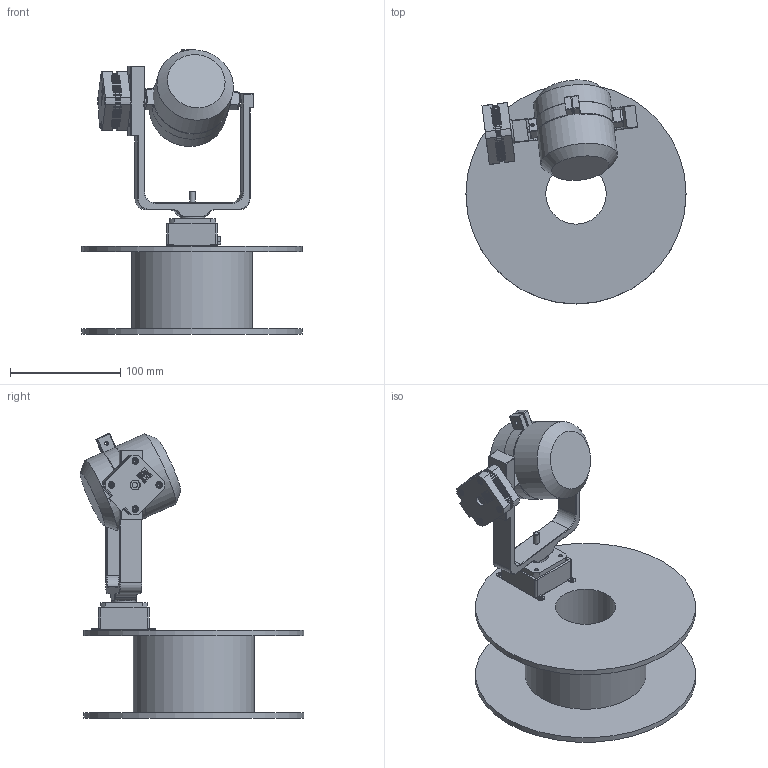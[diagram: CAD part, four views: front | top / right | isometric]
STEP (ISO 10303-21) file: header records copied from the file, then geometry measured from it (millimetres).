
FILE_DESCRIPTION(/* description */ ('STEP AP242','CAx-IF Rec.Pracs.---Representation and Presentation of Product Manufacturing Information (PMI)---4.0---2014-10-13','CAx-IF Rec.Pracs.---3D Tessellated Geometry---0.4---2014-09-14','2;1'),/* implementation_level */ '2;1');
FILE_NAME(/* name */ '6692079d20d90a5eebc3056d',/* time_stamp */ '2024-07-13T04:50:38Z',/* author */ (''),/* organization */ (''),/* preprocessor_version */ 'ST-DEVELOPER v20',/* originating_system */ ' ',/* authorisation */ ' ');
FILE_SCHEMA (('AP242_MANAGED_MODEL_BASED_3D_ENGINEERING_MIM_LF { 1 0 10303 442 1 1 4 }'));
Length unit declared in the file: metre
Products named in the file (65): Spotlight; Part 1; Filament roll - Real Filament; Nema 17 17HS4023 v1 <2>; Untitled v1; Nema 17 17HS4023 v1; Pines v1; Flecha 17HS4401 v1; Nema 17 17HS4023 v1 <1>
Assembly tree (121 placements, depth 3):
  Spotlight
    Part 1
    Filament roll - Real Filament
    Part 1
    Part 1
    Part 1
    Nema 17 17HS4023 v1 <2>
      Untitled v1
      Untitled v1
      Nema 17 17HS4023 v1
      Nema 17 17HS4023 v1
      Untitled v1
      Nema 17 17HS4023 v1
      Untitled v1
      Nema 17 17HS4023 v1
      Nema 17 17HS4023 v1
      Nema 17 17HS4023 v1
      Nema 17 17HS4023 v1
      Pines v1
      Nema 17 17HS4023 v1
      Nema 17 17HS4023 v1
      Nema 17 17HS4023 v1
      Nema 17 17HS4023 v1
      Pines v1
      Nema 17 17HS4023 v1
      Nema 17 17HS4023 v1
      Flecha 17HS4401 v1
      Untitled v1
      Untitled v1
      Untitled v1
      Untitled v1
      Untitled v1
      Untitled v1
      Untitled v1
      Pines v1
      Nema 17 17HS4023 v1
      Pines v1
      Untitled v1
      Untitled v1
      Nema 17 17HS4023 v1
      Untitled v1
      Pines v1
      Nema 17 17HS4023 v1
      Untitled v1
      Untitled v1
      Nema 17 17HS4023 v1
      Untitled v1
      Nema 17 17HS4023 v1
      Nema 17 17HS4023 v1
      Untitled v1
      Pines v1
      Nema 17 17HS4023 v1
      Untitled v1
      Pines v1
      Nema 17 17HS4023 v1
      Nema 17 17HS4023 v1
      Untitled v1
      Nema 17 17HS4023 v1
      Untitled v1
      Untitled v1
Bounding box: 200 x 203.26 x 258.41 mm (x, y, z)
Volume: 1232423.3 mm3; surface area: 362081.9 mm2
Topology: 119 solids, 119 shells, 2133 faces, 5366 edges, 3517 vertices
Faces by surface type: plane 1323, cylinder 535, bspline 192, cone 79, torus 4
Full cylindrical faces by diameter (mm): 0.342 x2, 0.343 x2, 0.346 x2, 3 x8, 3.1 x2, 3.2 x1, 3.3 x2, 3.332 x8, 3.4 x14, 3.5 x1, 5 x8, 5.3 x2, 6 x9, 8 x2, 8.3 x2, 9 x2, 10 x2, 22 x2, 55 x1, 70 x1, 110 x1, 200 x2
Entity records: 38916 total; most frequent: CARTESIAN_POINT 8451, ORIENTED_EDGE 5824, DIRECTION 5646, EDGE_CURVE 2912, VERTEX_POINT 1923, AXIS2_PLACEMENT_3D 1898, LINE 1850, VECTOR 1850
